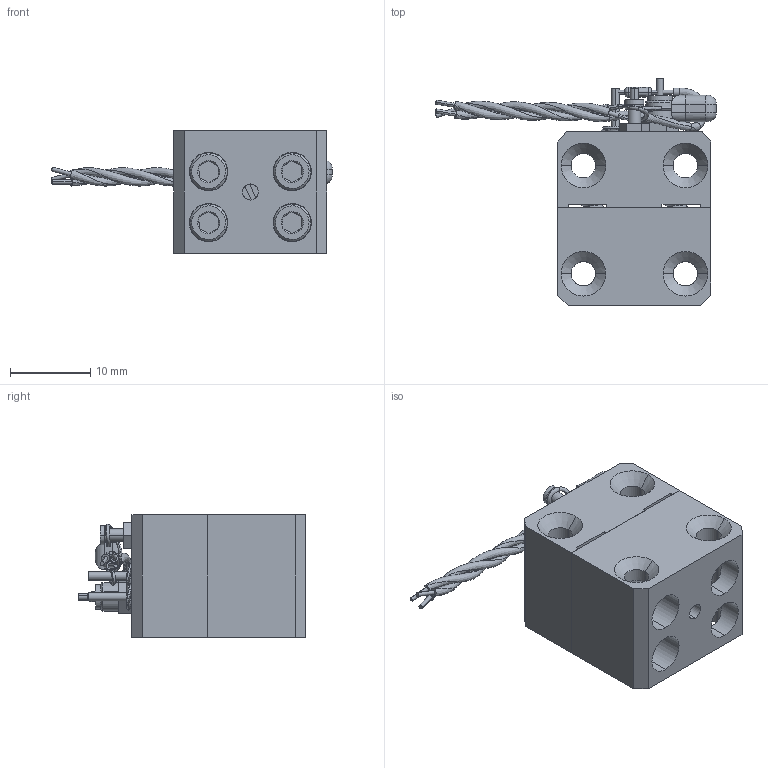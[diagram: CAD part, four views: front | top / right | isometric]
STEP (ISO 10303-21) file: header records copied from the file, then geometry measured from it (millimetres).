
FILE_DESCRIPTION (( 'STEP AP203' ), '1' );
FILE_NAME ('SOL-35307-28-GV.STEP', '2019-04-01T19:13:13', ( '' ), ( '' ), 'SwSTEP 2.0', 'SolidWorks 2016', '' );
FILE_SCHEMA (( 'CONFIG_CONTROL_DESIGN' ));
Length unit declared in the file: millimetre
Products named in the file (1): SOL-35307-28-GV
Bounding box: 34.96 x 28.24 x 15.24 mm (x, y, z)
Volume: 5578.8 mm3; surface area: 5309.8 mm2
Topology: 24 solids, 24 shells, 687 faces, 1648 edges, 1029 vertices
Faces by surface type: cylinder 340, plane 164, cone 129, bspline 40, torus 14
Entity records: 31622 total; most frequent: CARTESIAN_POINT 17024, ORIENTED_EDGE 3280, DIRECTION 2737, EDGE_CURVE 1640, AXIS2_PLACEMENT_3D 1058, VERTEX_POINT 1029, EDGE_LOOP 749, ADVANCED_FACE 687
